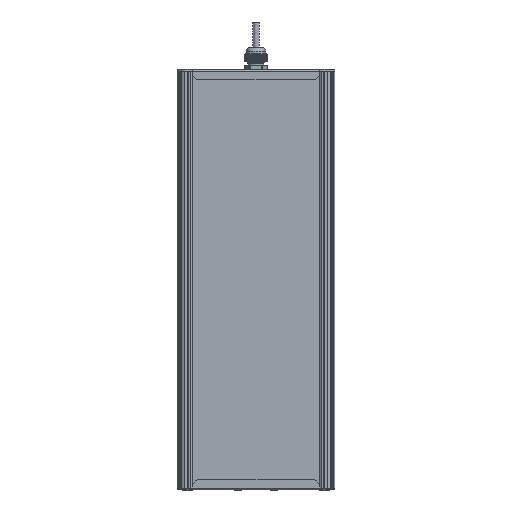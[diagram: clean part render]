
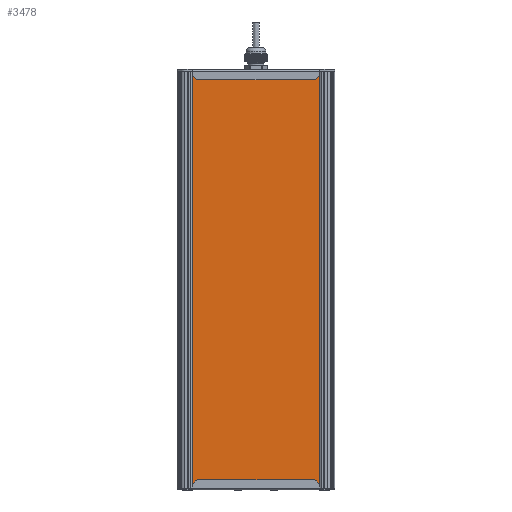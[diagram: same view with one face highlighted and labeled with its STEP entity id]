
A CAD part, front view. The second image highlights one B-rep face of the part: STEP entity #3478.
In plain terms, the highlighted face is planar.
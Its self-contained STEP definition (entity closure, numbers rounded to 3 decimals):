
#3478=ADVANCED_FACE('',(#12486),#12488,.T.);
#12486=FACE_BOUND('',#12487,.T.);
#12487=EDGE_LOOP('',(#39023,#39024,#39025,#39026));
#12488=PLANE('',#12489);
#12489=AXIS2_PLACEMENT_3D('',#12490,#12491,#12492);
#12490=CARTESIAN_POINT('',(2111.497,401.002,-34.582));
#12491=DIRECTION('',(0.,0.,-1.));
#12492=DIRECTION('',(0.,1.,0.));
#39023=ORIENTED_EDGE('',*,*,#45565,.F.);
#39024=ORIENTED_EDGE('',*,*,#45564,.T.);
#39025=ORIENTED_EDGE('',*,*,#45566,.F.);
#39026=ORIENTED_EDGE('',*,*,#45567,.F.);
#45564=EDGE_CURVE('',#51128,#51132,#51134,.T.);
#45565=EDGE_CURVE('',#51128,#51135,#51136,.T.);
#45566=EDGE_CURVE('',#51137,#51132,#51138,.T.);
#45567=EDGE_CURVE('',#51135,#51137,#51139,.T.);
#51128=VERTEX_POINT('',#69818);
#51132=VERTEX_POINT('',#69826);
#51134=LINE('',#69830,#69831);
#51135=VERTEX_POINT('',#69833);
#51136=LINE('',#69834,#69835);
#51137=VERTEX_POINT('',#69837);
#51138=LINE('',#69838,#69839);
#51139=LINE('',#69841,#69842);
#69818=CARTESIAN_POINT('',(2111.497,565.13,-34.582));
#69826=CARTESIAN_POINT('',(2607.497,565.13,-34.582));
#69830=CARTESIAN_POINT('',(2111.497,565.13,-34.582));
#69831=VECTOR('',#69832,1.);
#69832=DIRECTION('',(1.,0.,0.));
#69833=CARTESIAN_POINT('',(2111.497,401.002,-34.582));
#69834=CARTESIAN_POINT('',(2111.497,565.13,-34.582));
#69835=VECTOR('',#69836,1.);
#69836=DIRECTION('',(0.,-1.,0.));
#69837=CARTESIAN_POINT('',(2607.497,401.002,-34.582));
#69838=CARTESIAN_POINT('',(2607.497,401.002,-34.582));
#69839=VECTOR('',#69840,1.);
#69840=DIRECTION('',(0.,1.,0.));
#69841=CARTESIAN_POINT('',(2111.497,401.002,-34.582));
#69842=VECTOR('',#69843,1.);
#69843=DIRECTION('',(1.,0.,0.));
